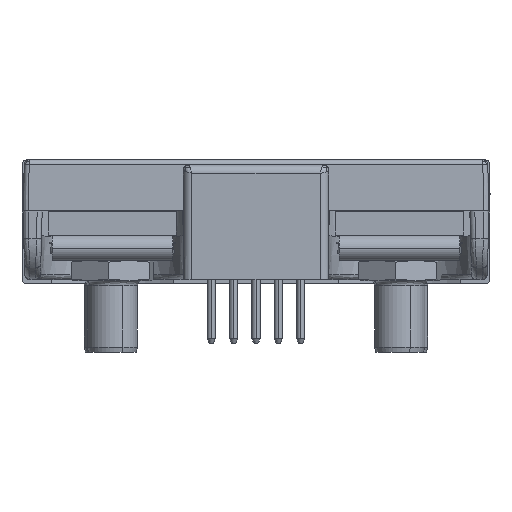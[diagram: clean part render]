
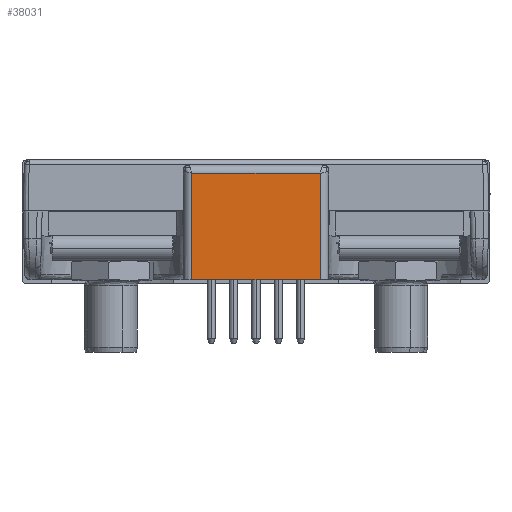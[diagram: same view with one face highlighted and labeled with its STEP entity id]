
A CAD part, left-side view. The second image highlights one B-rep face of the part: STEP entity #38031.
In plain terms, the highlighted planar face has unit normal (-1, 0, 0).
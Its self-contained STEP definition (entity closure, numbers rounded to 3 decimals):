
#519 = VERTEX_POINT ( 'NONE', #61642 ) ;
#2757 = VERTEX_POINT ( 'NONE', #17528 ) ;
#2767 = DIRECTION ( 'NONE',  ( 1., 0., 0. ) ) ;
#5098 = CARTESIAN_POINT ( 'NONE',  ( -217.35, 177.167, -15.328 ) ) ;
#6386 = DIRECTION ( 'NONE',  ( 0., 1., 0. ) ) ;
#8394 = LINE ( 'NONE', #45671, #81951 ) ;
#12493 = LINE ( 'NONE', #81709, #33064 ) ;
#17528 = CARTESIAN_POINT ( 'NONE',  ( -217.35, 167.41, -15.328 ) ) ;
#19648 = EDGE_CURVE ( 'NONE', #519, #45279, #20626, .T. ) ;
#20626 = LINE ( 'NONE', #44160, #43345 ) ;
#29865 = VECTOR ( 'NONE', #6386, 1000. ) ;
#31449 = DIRECTION ( 'NONE',  ( 0., -1., 0. ) ) ;
#33064 = VECTOR ( 'NONE', #40212, 1000. ) ;
#33089 = EDGE_LOOP ( 'NONE', ( #78097, #83999, #73572, #82090 ) ) ;
#33679 = VERTEX_POINT ( 'NONE', #5098 ) ;
#34109 = EDGE_CURVE ( 'NONE', #33679, #519, #8394, .T. ) ;
#35330 = CARTESIAN_POINT ( 'NONE',  ( -217.35, 167.41, -7.261 ) ) ;
#38031 = ADVANCED_FACE ( 'NONE', ( #81681 ), #85672, .F. ) ;
#38412 = DIRECTION ( 'NONE',  ( 0., 0., 1. ) ) ;
#40212 = DIRECTION ( 'NONE',  ( 0., 0., -1. ) ) ;
#40492 = CARTESIAN_POINT ( 'NONE',  ( -217.35, 167.41, -15.328 ) ) ;
#40991 = EDGE_CURVE ( 'NONE', #45279, #2757, #12493, .T. ) ;
#43345 = VECTOR ( 'NONE', #31449, 1000. ) ;
#44160 = CARTESIAN_POINT ( 'NONE',  ( -217.35, 165.658, -7.261 ) ) ;
#45279 = VERTEX_POINT ( 'NONE', #35330 ) ;
#45671 = CARTESIAN_POINT ( 'NONE',  ( -217.35, 177.167, -8.089 ) ) ;
#49243 = LINE ( 'NONE', #40492, #29865 ) ;
#51659 = AXIS2_PLACEMENT_3D ( 'NONE', #64450, #2767, #72609 ) ;
#61642 = CARTESIAN_POINT ( 'NONE',  ( -217.35, 177.167, -7.261 ) ) ;
#64450 = CARTESIAN_POINT ( 'NONE',  ( -217.35, 165.658, -8.089 ) ) ;
#72609 = DIRECTION ( 'NONE',  ( 0., 0., -1. ) ) ;
#73572 = ORIENTED_EDGE ( 'NONE', *, *, #40991, .F. ) ;
#78097 = ORIENTED_EDGE ( 'NONE', *, *, #34109, .F. ) ;
#81681 = FACE_OUTER_BOUND ( 'NONE', #33089, .T. ) ;
#81709 = CARTESIAN_POINT ( 'NONE',  ( -217.35, 167.41, -8.089 ) ) ;
#81951 = VECTOR ( 'NONE', #38412, 1000. ) ;
#82090 = ORIENTED_EDGE ( 'NONE', *, *, #19648, .F. ) ;
#83218 = EDGE_CURVE ( 'NONE', #2757, #33679, #49243, .T. ) ;
#83999 = ORIENTED_EDGE ( 'NONE', *, *, #83218, .F. ) ;
#85672 = PLANE ( 'NONE',  #51659 ) ;
